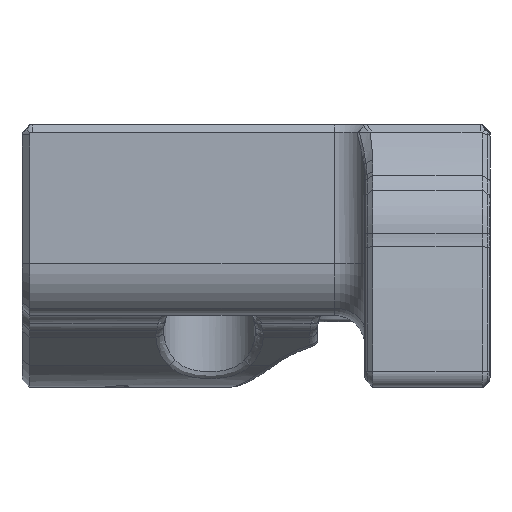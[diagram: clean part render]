
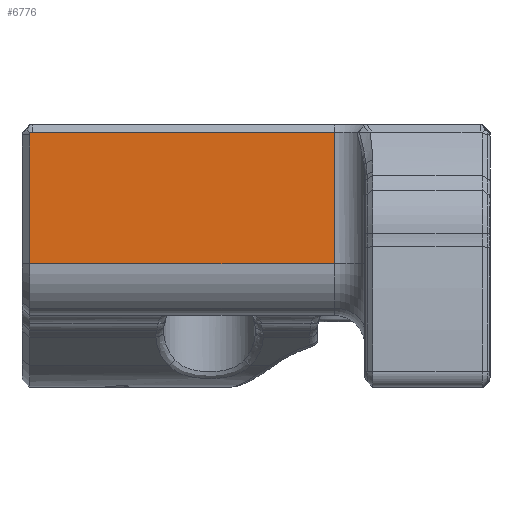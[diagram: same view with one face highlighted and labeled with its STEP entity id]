
A CAD part, left-side view. The second image highlights one B-rep face of the part: STEP entity #6776.
In plain terms, the highlighted planar face has unit normal (-1, 0, 0).
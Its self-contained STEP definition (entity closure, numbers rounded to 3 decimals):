
#367=ELLIPSE('',#7627,0.707,0.5);
#370=ELLIPSE('',#7631,0.707,0.5);
#562=PLANE('',#7633);
#791=LINE('',#13357,#1096);
#792=LINE('',#13359,#1097);
#793=LINE('',#13361,#1098);
#794=LINE('',#13362,#1099);
#1096=VECTOR('',#9427,10.);
#1097=VECTOR('',#9428,1000.);
#1098=VECTOR('',#9429,10.);
#1099=VECTOR('',#9430,10.);
#1531=FACE_OUTER_BOUND('',#1994,.T.);
#1994=EDGE_LOOP('',(#5599,#5600,#5601,#5602,#5603,#5604));
#3126=VERTEX_POINT('',#13339);
#3127=VERTEX_POINT('',#13341);
#3130=VERTEX_POINT('',#13349);
#3132=VERTEX_POINT('',#13356);
#3133=VERTEX_POINT('',#13358);
#3134=VERTEX_POINT('',#13360);
#4001=EDGE_CURVE('',#3126,#3127,#367,.T.);
#4005=EDGE_CURVE('',#3127,#3130,#370,.T.);
#4009=EDGE_CURVE('',#3132,#3126,#791,.T.);
#4010=EDGE_CURVE('',#3133,#3132,#792,.T.);
#4011=EDGE_CURVE('',#3134,#3133,#793,.T.);
#4012=EDGE_CURVE('',#3130,#3134,#794,.T.);
#5599=ORIENTED_EDGE('',*,*,#4001,.F.);
#5600=ORIENTED_EDGE('',*,*,#4009,.F.);
#5601=ORIENTED_EDGE('',*,*,#4010,.F.);
#5602=ORIENTED_EDGE('',*,*,#4011,.F.);
#5603=ORIENTED_EDGE('',*,*,#4012,.F.);
#5604=ORIENTED_EDGE('',*,*,#4005,.F.);
#6776=ADVANCED_FACE('',(#1531),#562,.F.);
#7627=AXIS2_PLACEMENT_3D('',#13342,#9410,#9411);
#7631=AXIS2_PLACEMENT_3D('',#13350,#9419,#9420);
#7633=AXIS2_PLACEMENT_3D('',#13355,#9425,#9426);
#9410=DIRECTION('center_axis',(1.,0.,0.));
#9411=DIRECTION('ref_axis',(0.,1.,0.));
#9419=DIRECTION('center_axis',(1.,0.,0.));
#9420=DIRECTION('ref_axis',(0.,0.,
1.));
#9425=DIRECTION('center_axis',(1.,0.,0.));
#9426=DIRECTION('ref_axis',(0.,1.,0.));
#9427=DIRECTION('',(0.,0.,1.));
#9428=DIRECTION('',(0.,1.,0.));
#9429=DIRECTION('',(0.,0.,-1.));
#9430=DIRECTION('',(0.,-1.,0.));
#13339=CARTESIAN_POINT('',(104.599,152.799,105.194));
#13341=CARTESIAN_POINT('',(104.599,152.774,105.327));
#13342=CARTESIAN_POINT('Origin',(104.599,152.092,105.194));
#13349=CARTESIAN_POINT('',(104.599,152.641,105.353));
#13350=CARTESIAN_POINT('Origin',(104.599,152.641,104.646));
#13355=CARTESIAN_POINT('Origin',(104.599,79.505,105.853));
#13356=CARTESIAN_POINT('',(104.599,152.799,96.805));
#13357=CARTESIAN_POINT('',(104.599,152.799,101.329));
#13358=CARTESIAN_POINT('',(104.599,132.954,96.805));
#13359=CARTESIAN_POINT('',(104.599,79.505,96.805));
#13360=CARTESIAN_POINT('',(104.599,132.954,105.353));
#13361=CARTESIAN_POINT('',(104.599,132.954,97.279));
#13362=CARTESIAN_POINT('',(104.599,105.002,105.353));
